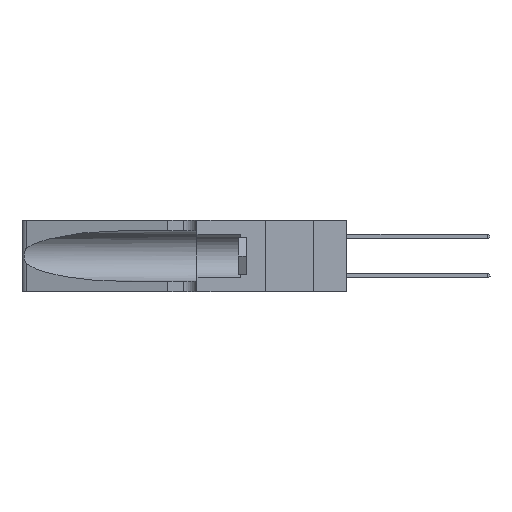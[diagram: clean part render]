
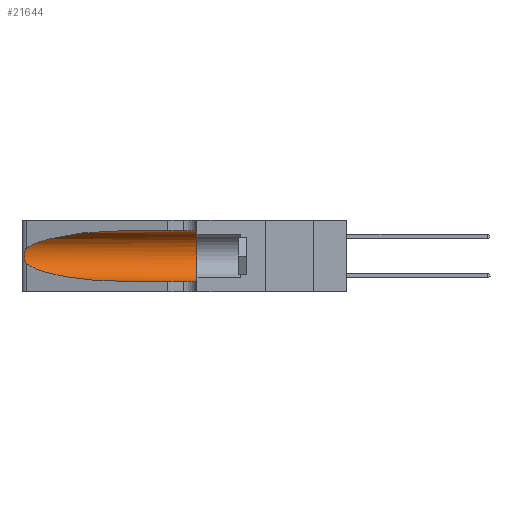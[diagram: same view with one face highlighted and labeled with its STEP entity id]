
A CAD part, left-side view. The second image highlights one B-rep face of the part: STEP entity #21644.
In plain terms, the highlighted cylindrical face has radius 3.308 mm (diameter 6.617 mm), a partial arc.
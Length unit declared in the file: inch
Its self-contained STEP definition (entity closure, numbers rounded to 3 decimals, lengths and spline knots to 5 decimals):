
#18 = CARTESIAN_POINT ( 'NONE',  ( 0.25487, 1.22718, 0.14631 ) ) ;
#75 = VERTEX_POINT ( 'NONE', #7004 ) ;
#1037 = CARTESIAN_POINT ( 'NONE',  ( 0.1305, 0.72297, 0.05475 ) ) ;
#2116 = CARTESIAN_POINT ( 'NONE',  ( 0.18966, 0.96281, 0.31525 ) ) ;
#2499 = VERTEX_POINT ( 'NONE', #1037 ) ;
#4226 = CIRCLE ( 'NONE', #11286, 0.13025 ) ;
#5294 = CARTESIAN_POINT ( 'NONE',  ( 0.25639, 1.23186, 0.15144 ) ) ;
#5396 = CARTESIAN_POINT ( 'NONE',  ( 0.26075, 1.23896, 0.178 ) ) ;
#5498 = CARTESIAN_POINT ( 'NONE',  ( 0.26018, 1.23835, 0.19895 ) ) ;
#5563 = LINE ( 'NONE', #20565, #16592 ) ;
#5963 =( BOUNDED_CURVE ( )  B_SPLINE_CURVE ( 3, ( #8976, #2116, #24298, #22077 ),
 .UNSPECIFIED., .F., .F. ) 
 B_SPLINE_CURVE_WITH_KNOTS ( ( 4, 4 ),
 ( 1.5708, 2.84003 ),
 .UNSPECIFIED. ) 
 CURVE ( )  GEOMETRIC_REPRESENTATION_ITEM ( )  RATIONAL_B_SPLINE_CURVE ( ( 1., 0.87, 0.87, 1. ) ) 
 REPRESENTATION_ITEM ( '' )  );
#6047 = DIRECTION ( 'NONE',  ( 0., -1., 0. ) ) ;
#7004 = CARTESIAN_POINT ( 'NONE',  ( 0.25487, 1.22718, 0.22369 ) ) ;
#7308 = CARTESIAN_POINT ( 'NONE',  ( 0.18966, 0.96281, 0.05475 ) ) ;
#7414 = CYLINDRICAL_SURFACE ( 'NONE', #15956, 0.13025 ) ;
#7718 = CARTESIAN_POINT ( 'NONE',  ( 0.25639, 1.23184, 0.21858 ) ) ;
#7924 = ORIENTED_EDGE ( 'NONE', *, *, #18104, .T. ) ;
#8836 = CARTESIAN_POINT ( 'NONE',  ( 0.1305, 0.35, 0.31525 ) ) ;
#8976 = CARTESIAN_POINT ( 'NONE',  ( 0.1305, 0.72297, 0.31525 ) ) ;
#9135 = CARTESIAN_POINT ( 'NONE',  ( 0.1305, 1.61858, 0.05475 ) ) ;
#9333 = EDGE_CURVE ( 'NONE', #13391, #2499, #11093, .T. ) ;
#9614 = ORIENTED_EDGE ( 'NONE', *, *, #24642, .T. ) ;
#10239 = DIRECTION ( 'NONE',  ( 0., 1., 0. ) ) ;
#10710 = EDGE_CURVE ( 'NONE', #75, #13391, #19217, .T. ) ;
#11093 =( BOUNDED_CURVE ( )  B_SPLINE_CURVE ( 3, ( #14263, #18273, #7308, #14074 ),
 .UNSPECIFIED., .F., .F. ) 
 B_SPLINE_CURVE_WITH_KNOTS ( ( 4, 4 ),
 ( 3.44316, 4.71239 ),
 .UNSPECIFIED. ) 
 CURVE ( )  GEOMETRIC_REPRESENTATION_ITEM ( )  RATIONAL_B_SPLINE_CURVE ( ( 1., 0.87, 0.87, 1. ) ) 
 REPRESENTATION_ITEM ( '' )  );
#11286 = AXIS2_PLACEMENT_3D ( 'NONE', #23344, #10239, #25672 ) ;
#11380 = VERTEX_POINT ( 'NONE', #12700 ) ;
#12135 = CARTESIAN_POINT ( 'NONE',  ( 0.25487, 1.22718, 0.14631 ) ) ;
#12232 = CARTESIAN_POINT ( 'NONE',  ( 0.26075, 1.23896, 0.19203 ) ) ;
#12307 = ORIENTED_EDGE ( 'NONE', *, *, #10710, .T. ) ;
#12700 = CARTESIAN_POINT ( 'NONE',  ( 0.1305, 0.72297, 0.31525 ) ) ;
#13391 = VERTEX_POINT ( 'NONE', #18 ) ;
#14074 = CARTESIAN_POINT ( 'NONE',  ( 0.1305, 0.72297, 0.05475 ) ) ;
#14263 = CARTESIAN_POINT ( 'NONE',  ( 0.25487, 1.22718, 0.14631 ) ) ;
#14382 = CARTESIAN_POINT ( 'NONE',  ( 0.25854, 1.2359, 0.20912 ) ) ;
#15153 = EDGE_LOOP ( 'NONE', ( #9614, #12307, #20838, #7924, #28515, #25653 ) ) ;
#15687 = DIRECTION ( 'NONE',  ( 0., -1., 0. ) ) ;
#15956 = AXIS2_PLACEMENT_3D ( 'NONE', #21285, #6047, #19147 ) ;
#16371 = FACE_OUTER_BOUND ( 'NONE', #15153, .T. ) ;
#16592 = VECTOR ( 'NONE', #20667, 39.37008 ) ;
#17280 = EDGE_CURVE ( 'NONE', #21960, #23382, #4226, .T. ) ;
#18104 = EDGE_CURVE ( 'NONE', #2499, #23382, #23150, .T. ) ;
#18273 = CARTESIAN_POINT ( 'NONE',  ( 0.2373, 1.15595, 0.08982 ) ) ;
#18490 = CARTESIAN_POINT ( 'NONE',  ( 0.25487, 1.22718, 0.22369 ) ) ;
#19147 = DIRECTION ( 'NONE',  ( 0., 0., -1. ) ) ;
#19217 = B_SPLINE_CURVE_WITH_KNOTS ( 'NONE', 3,
 ( #18490, #25281, #7718, #27478, #14382, #5498, #12232, #5396, #20909, #23134, #21010, #5294, #25370, #12135 ),
 .UNSPECIFIED., .F., .F.,
 ( 4, 2, 2, 2, 2, 2, 4 ),
 ( 0., 0.00027, 0.00053, 0.00107, 0.0016, 0.00187, 0.00214 ),
 .UNSPECIFIED. ) ;
#20565 = CARTESIAN_POINT ( 'NONE',  ( 0.1305, 1.61858, 0.31525 ) ) ;
#20667 = DIRECTION ( 'NONE',  ( 0., -1., 0. ) ) ;
#20838 = ORIENTED_EDGE ( 'NONE', *, *, #9333, .T. ) ;
#20909 = CARTESIAN_POINT ( 'NONE',  ( 0.26017, 1.23833, 0.17102 ) ) ;
#21010 = CARTESIAN_POINT ( 'NONE',  ( 0.25789, 1.23486, 0.15765 ) ) ;
#21285 = CARTESIAN_POINT ( 'NONE',  ( 0.1305, 1.61858, 0.185 ) ) ;
#21644 = ADVANCED_FACE ( 'NONE', ( #16371 ), #7414, .F. ) ;
#21960 = VERTEX_POINT ( 'NONE', #8836 ) ;
#22077 = CARTESIAN_POINT ( 'NONE',  ( 0.25487, 1.22718, 0.22369 ) ) ;
#22794 = VECTOR ( 'NONE', #15687, 39.37008 ) ;
#23134 = CARTESIAN_POINT ( 'NONE',  ( 0.25856, 1.23593, 0.16098 ) ) ;
#23150 = LINE ( 'NONE', #9135, #22794 ) ;
#23344 = CARTESIAN_POINT ( 'NONE',  ( 0.1305, 0.35, 0.185 ) ) ;
#23382 = VERTEX_POINT ( 'NONE', #27813 ) ;
#23626 = EDGE_CURVE ( 'NONE', #11380, #21960, #5563, .T. ) ;
#24298 = CARTESIAN_POINT ( 'NONE',  ( 0.2373, 1.15595, 0.28018 ) ) ;
#24642 = EDGE_CURVE ( 'NONE', #11380, #75, #5963, .T. ) ;
#25281 = CARTESIAN_POINT ( 'NONE',  ( 0.25555, 1.22994, 0.2215 ) ) ;
#25370 = CARTESIAN_POINT ( 'NONE',  ( 0.25555, 1.22993, 0.14849 ) ) ;
#25653 = ORIENTED_EDGE ( 'NONE', *, *, #23626, .F. ) ;
#25672 = DIRECTION ( 'NONE',  ( 0., 0., 1. ) ) ;
#27478 = CARTESIAN_POINT ( 'NONE',  ( 0.25787, 1.23484, 0.2124 ) ) ;
#27813 = CARTESIAN_POINT ( 'NONE',  ( 0.1305, 0.35, 0.05475 ) ) ;
#28515 = ORIENTED_EDGE ( 'NONE', *, *, #17280, .F. ) ;
